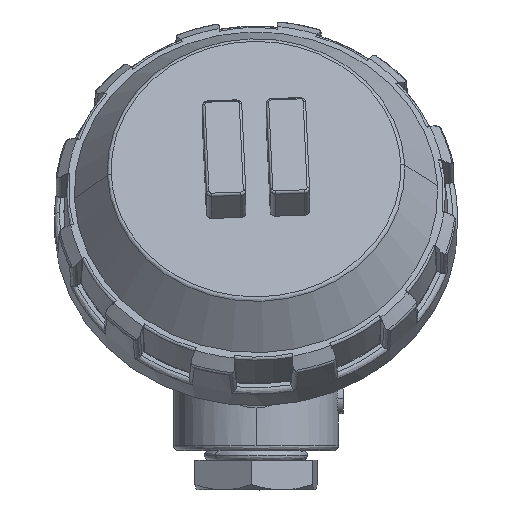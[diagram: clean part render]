
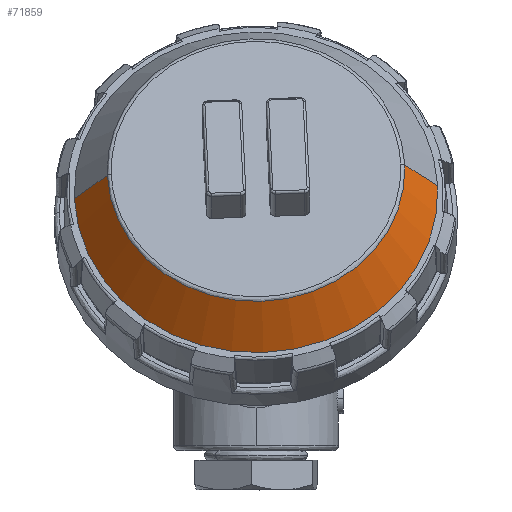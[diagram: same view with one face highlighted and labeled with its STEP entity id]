
A CAD part, top view. The second image highlights one B-rep face of the part: STEP entity #71859.
In plain terms, the highlighted conical face has half-angle 35 degrees and reference radius 37 mm.
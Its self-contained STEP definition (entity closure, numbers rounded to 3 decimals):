
#1270 = EDGE_CURVE ( 'NONE', #45599, #38267, #50415, .T. ) ;
#1906 = DIRECTION ( 'NONE',  ( -1., 0., 0. ) ) ;
#7167 = ORIENTED_EDGE ( 'NONE', *, *, #64366, .F. ) ;
#8920 = DIRECTION ( 'NONE',  ( -1., 0., 0. ) ) ;
#20518 = CARTESIAN_POINT ( 'NONE',  ( 37., 0., 15.5 ) ) ;
#24726 = AXIS2_PLACEMENT_3D ( 'NONE', #72741, #61684, #8920 ) ;
#25227 = CARTESIAN_POINT ( 'NONE',  ( -37., 0., 15.5 ) ) ;
#26592 = LINE ( 'NONE', #25227, #43469 ) ;
#31274 = ORIENTED_EDGE ( 'NONE', *, *, #69448, .T. ) ;
#38267 = VERTEX_POINT ( 'NONE', #20518 ) ;
#40307 = CIRCLE ( 'NONE', #117745, 30.297 ) ;
#43469 = VECTOR ( 'NONE', #111811, 1000. ) ;
#45599 = VERTEX_POINT ( 'NONE', #82210 ) ;
#50358 = ORIENTED_EDGE ( 'NONE', *, *, #97376, .F. ) ;
#50415 = LINE ( 'NONE', #92724, #114091 ) ;
#54658 = DIRECTION ( 'NONE',  ( 0., 0., -1. ) ) ;
#58781 = DIRECTION ( 'NONE',  ( 0.574, 0., -0.819 ) ) ;
#61684 = DIRECTION ( 'NONE',  ( 0., 0., -1. ) ) ;
#64244 = AXIS2_PLACEMENT_3D ( 'NONE', #65040, #107337, #1906 ) ;
#64366 = EDGE_CURVE ( 'NONE', #107711, #99041, #26592, .T. ) ;
#64455 = CARTESIAN_POINT ( 'NONE',  ( -30.297, 0., 25.074 ) ) ;
#64505 = CONICAL_SURFACE ( 'NONE', #24726, 37., 0.611 ) ;
#65040 = CARTESIAN_POINT ( 'NONE',  ( 0., 0., 15.5 ) ) ;
#69448 = EDGE_CURVE ( 'NONE', #107711, #45599, #40307, .T. ) ;
#70000 = CARTESIAN_POINT ( 'NONE',  ( -37., 0., 15.5 ) ) ;
#71859 = ADVANCED_FACE ( 'NONE', ( #116394 ), #64505, .T. ) ;
#72741 = CARTESIAN_POINT ( 'NONE',  ( 0., 0., 15.5 ) ) ;
#82210 = CARTESIAN_POINT ( 'NONE',  ( 30.297, 0., 25.074 ) ) ;
#83974 = CARTESIAN_POINT ( 'NONE',  ( 0., 0., 25.074 ) ) ;
#92724 = CARTESIAN_POINT ( 'NONE',  ( 37., 0., 15.5 ) ) ;
#97376 = EDGE_CURVE ( 'NONE', #99041, #38267, #119515, .T. ) ;
#99041 = VERTEX_POINT ( 'NONE', #70000 ) ;
#107337 = DIRECTION ( 'NONE',  ( 0., 0., -1. ) ) ;
#107711 = VERTEX_POINT ( 'NONE', #64455 ) ;
#111811 = DIRECTION ( 'NONE',  ( -0.574, 0., -0.819 ) ) ;
#114091 = VECTOR ( 'NONE', #58781, 1000. ) ;
#116394 = FACE_OUTER_BOUND ( 'NONE', #123527, .T. ) ;
#117745 = AXIS2_PLACEMENT_3D ( 'NONE', #83974, #54658, #126207 ) ;
#118387 = ORIENTED_EDGE ( 'NONE', *, *, #1270, .T. ) ;
#119515 = CIRCLE ( 'NONE', #64244, 37. ) ;
#123527 = EDGE_LOOP ( 'NONE', ( #31274, #118387, #50358, #7167 ) ) ;
#126207 = DIRECTION ( 'NONE',  ( -1., 0., 0. ) ) ;
